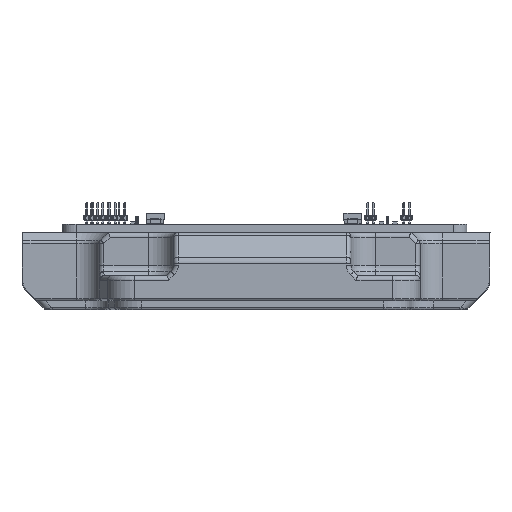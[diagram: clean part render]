
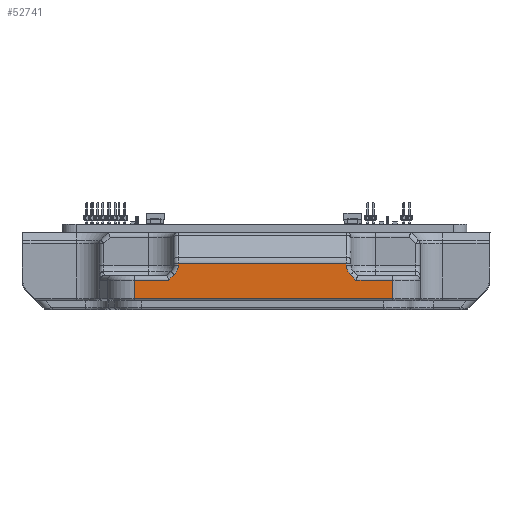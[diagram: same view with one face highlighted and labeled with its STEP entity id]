
A CAD part, left-side view. The second image highlights one B-rep face of the part: STEP entity #52741.
In plain terms, the highlighted face is planar.
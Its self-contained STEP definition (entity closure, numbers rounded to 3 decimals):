
#44142 = VERTEX_POINT('',#44143);
#44143 = CARTESIAN_POINT('',(65.,0.5,-30.1));
#44176 = VERTEX_POINT('',#44177);
#44177 = CARTESIAN_POINT('',(65.,0.5,26.815));
#44193 = EDGE_CURVE('',#44176,#44142,#44194,.T.);
#44194 = LINE('',#44195,#44196);
#44195 = CARTESIAN_POINT('',(65.,0.5,-30.1));
#44196 = VECTOR('',#44197,1.);
#44197 = DIRECTION('',(0.,0.,-1.));
#45440 = VERTEX_POINT('',#45441);
#45441 = CARTESIAN_POINT('',(65.,4.5,-30.1));
#45508 = VERTEX_POINT('',#45509);
#45509 = CARTESIAN_POINT('',(65.,4.5,-21.986));
#45516 = EDGE_CURVE('',#45440,#45508,#45517,.T.);
#45517 = LINE('',#45518,#45519);
#45518 = CARTESIAN_POINT('',(65.,4.5,0.));
#45519 = VECTOR('',#45520,1.);
#45520 = DIRECTION('',(0.,0.,1.));
#45572 = VERTEX_POINT('',#45573);
#45573 = CARTESIAN_POINT('',(65.,5.707,-20.779));
#45580 = EDGE_CURVE('',#45508,#45572,#45581,.T.);
#45581 = LINE('',#45582,#45583);
#45582 = CARTESIAN_POINT('',(65.,5.707,-20.779));
#45583 = VECTOR('',#45584,1.);
#45584 = DIRECTION('',(0.,0.707,0.707)
  );
#45629 = VERTEX_POINT('',#45630);
#45630 = CARTESIAN_POINT('',(65.,7.828,-19.9));
#45637 = EDGE_CURVE('',#45572,#45629,#45638,.T.);
#45638 = CIRCLE('',#45639,3.);
#45639 = AXIS2_PLACEMENT_3D('',#45640,#45641,#45642);
#45640 = CARTESIAN_POINT('',(65.,7.828,-22.9));
#45641 = DIRECTION('',(-1.,0.,0.));
#45642 = DIRECTION('',(0.,0.,-1.));
#45727 = VERTEX_POINT('',#45728);
#45728 = CARTESIAN_POINT('',(65.,8.172,-19.9));
#45735 = EDGE_CURVE('',#45629,#45727,#45736,.T.);
#45736 = LINE('',#45737,#45738);
#45737 = CARTESIAN_POINT('',(65.,8.172,-19.9));
#45738 = VECTOR('',#45739,1.);
#45739 = DIRECTION('',(0.,1.,0.));
#46003 = VERTEX_POINT('',#46004);
#46004 = CARTESIAN_POINT('',(65.,4.5,26.815));
#46011 = EDGE_CURVE('',#46012,#46003,#46014,.T.);
#46012 = VERTEX_POINT('',#46013);
#46013 = CARTESIAN_POINT('',(65.,4.5,19.2));
#46014 = LINE('',#46015,#46016);
#46015 = CARTESIAN_POINT('',(65.,4.5,26.815));
#46016 = VECTOR('',#46017,1.);
#46017 = DIRECTION('',(0.,0.,1.));
#46043 = VERTEX_POINT('',#46044);
#46044 = CARTESIAN_POINT('',(65.,5.707,17.993));
#46060 = EDGE_CURVE('',#46043,#46012,#46061,.T.);
#46061 = LINE('',#46062,#46063);
#46062 = CARTESIAN_POINT('',(65.,4.793,18.907));
#46063 = VECTOR('',#46064,1.);
#46064 = DIRECTION('',(0.,-0.707,0.707
    ));
#46109 = VERTEX_POINT('',#46110);
#46110 = CARTESIAN_POINT('',(65.,7.828,17.114));
#46127 = EDGE_CURVE('',#46109,#46043,#46128,.T.);
#46128 = CIRCLE('',#46129,3.);
#46129 = AXIS2_PLACEMENT_3D('',#46130,#46131,#46132);
#46130 = CARTESIAN_POINT('',(65.,7.828,20.114));
#46131 = DIRECTION('',(-1.,0.,0.));
#46132 = DIRECTION('',(0.,0.,-1.));
#46184 = VERTEX_POINT('',#46185);
#46185 = CARTESIAN_POINT('',(65.,8.172,17.114));
#46201 = EDGE_CURVE('',#46184,#46109,#46202,.T.);
#46202 = LINE('',#46203,#46204);
#46203 = CARTESIAN_POINT('',(65.,7.828,17.114));
#46204 = VECTOR('',#46205,1.);
#46205 = DIRECTION('',(0.,-1.,0.));
#50457 = EDGE_CURVE('',#45727,#46184,#50458,.T.);
#50458 = LINE('',#50459,#50460);
#50459 = CARTESIAN_POINT('',(65.,8.172,0.));
#50460 = VECTOR('',#50461,1.);
#50461 = DIRECTION('',(0.,0.,1.));
#51866 = EDGE_CURVE('',#46003,#44176,#51867,.T.);
#51867 = LINE('',#51868,#51869);
#51868 = CARTESIAN_POINT('',(65.,0.,26.815));
#51869 = VECTOR('',#51870,1.);
#51870 = DIRECTION('',(0.,-1.,0.));
#52741 = ADVANCED_FACE('',(#52742),#52761,.T.);
#52742 = FACE_BOUND('',#52743,.T.);
#52743 = EDGE_LOOP('',(#52744,#52745,#52746,#52752,#52753,#52754,#52755,
    #52756,#52757,#52758,#52759,#52760));
#52744 = ORIENTED_EDGE('',*,*,#51866,.T.);
#52745 = ORIENTED_EDGE('',*,*,#44193,.T.);
#52746 = ORIENTED_EDGE('',*,*,#52747,.T.);
#52747 = EDGE_CURVE('',#44142,#45440,#52748,.T.);
#52748 = LINE('',#52749,#52750);
#52749 = CARTESIAN_POINT('',(65.,26.,-30.1));
#52750 = VECTOR('',#52751,1.);
#52751 = DIRECTION('',(0.,1.,0.));
#52752 = ORIENTED_EDGE('',*,*,#45516,.T.);
#52753 = ORIENTED_EDGE('',*,*,#45580,.T.);
#52754 = ORIENTED_EDGE('',*,*,#45637,.T.);
#52755 = ORIENTED_EDGE('',*,*,#45735,.T.);
#52756 = ORIENTED_EDGE('',*,*,#50457,.T.);
#52757 = ORIENTED_EDGE('',*,*,#46201,.T.);
#52758 = ORIENTED_EDGE('',*,*,#46127,.T.);
#52759 = ORIENTED_EDGE('',*,*,#46060,.T.);
#52760 = ORIENTED_EDGE('',*,*,#46011,.T.);
#52761 = PLANE('',#52762);
#52762 = AXIS2_PLACEMENT_3D('',#52763,#52764,#52765);
#52763 = CARTESIAN_POINT('',(65.,26.,0.));
#52764 = DIRECTION('',(1.,0.,0.));
#52765 = DIRECTION('',(0.,0.,-1.));
